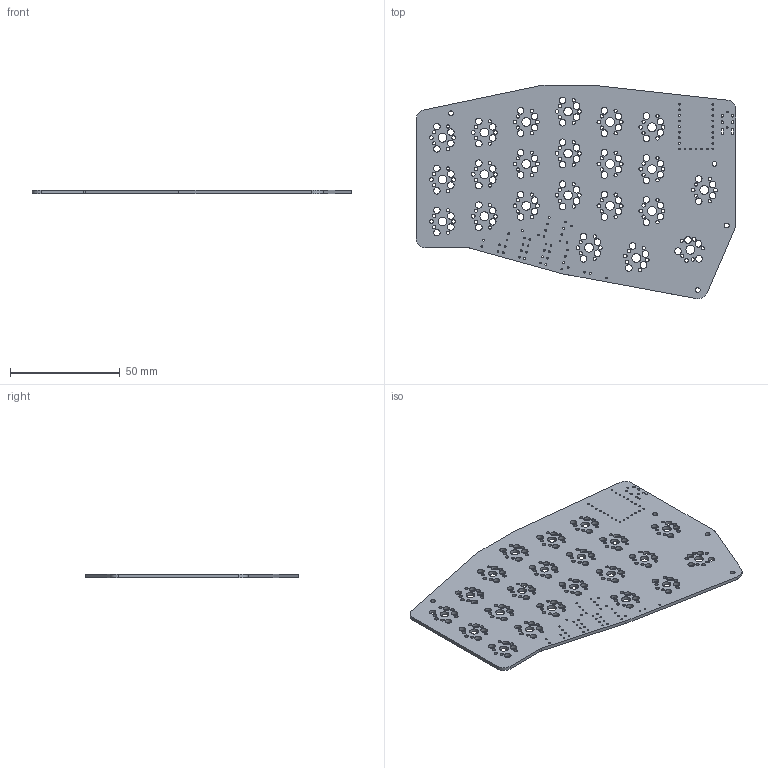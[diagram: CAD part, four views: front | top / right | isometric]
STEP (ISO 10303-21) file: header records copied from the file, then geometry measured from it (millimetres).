
FILE_DESCRIPTION(('KiCad electronic assembly'),'2;1');
FILE_NAME('40split2.step','2025-03-18T10:22:00',('Pcbnew'),('Kicad'), 'Open CASCADE STEP processor 7.7','KiCad to STEP converter','Unknown' );
FILE_SCHEMA(('AUTOMOTIVE_DESIGN { 1 0 10303 214 1 1 1 1 }'));
Length unit declared in the file: millimetre
Products named in the file (2): 40split2 1; 40split2_PCB
Assembly tree (1 placements, depth 2):
  40split2 1
    40split2_PCB
Bounding box: 145.26 x 96.99 x 1.51 mm (x, y, z)
Volume: 15759.1 mm3; surface area: 24517.3 mm2
Topology: 1 solids, 1 shells, 357 faces, 1065 edges, 710 vertices
Faces by surface type: cylinder 334, plane 23
Full cylindrical faces by diameter (mm): 0.8 x69, 1.499 x88, 1.702 x44, 2.2 x4, 3 x88, 3.988 x22
Entity records: 13728 total; most frequent: DIRECTION 2451, CARTESIAN_POINT 2134, ORIENTED_EDGE 2130, EDGE_CURVE 1065, AXIS2_PLACEMENT_3D 1027, FACE_BOUND 999, EDGE_LOOP 999, VERTEX_POINT 710
